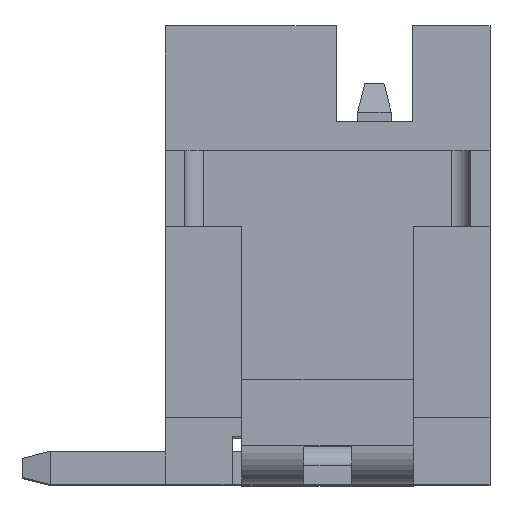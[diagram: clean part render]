
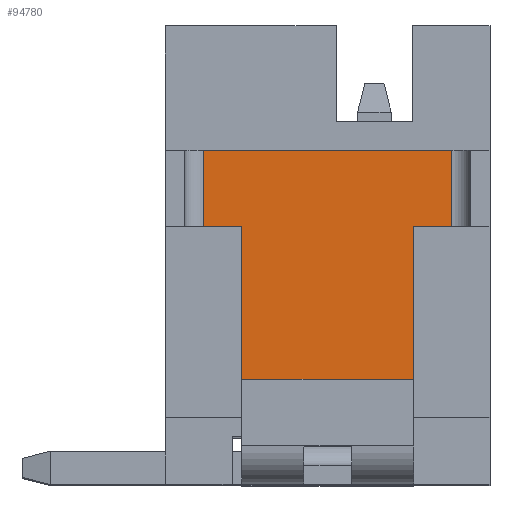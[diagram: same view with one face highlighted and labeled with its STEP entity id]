
A CAD part, top view. The second image highlights one B-rep face of the part: STEP entity #94780.
In plain terms, the highlighted planar face has unit normal (0, 0, 1).
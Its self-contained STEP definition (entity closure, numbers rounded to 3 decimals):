
#56380=CARTESIAN_POINT('',(0.783,1.47,10.4));
#56390=VERTEX_POINT('',#56380);
#56420=CARTESIAN_POINT('',(0.,1.47,10.4));
#56430=DIRECTION('',(1.,0.,0.));
#56440=VECTOR('',#56430,1.);
#56450=LINE('',#56420,#56440);
#56460=CARTESIAN_POINT('',(-1.817,1.47,10.4));
#56470=VERTEX_POINT('',#56460);
#56480=EDGE_CURVE('',#56470,#56390,#56450,.T.);
#72410=CARTESIAN_POINT('',(0.383,-1.63,10.4));
#72420=VERTEX_POINT('',#72410);
#72450=CARTESIAN_POINT('',(0.383,0.,10.4)
);
#72460=DIRECTION('',(0.,-1.,0.));
#72470=VECTOR('',#72460,1.);
#72480=LINE('',#72450,#72470);
#72490=CARTESIAN_POINT('',(0.383,-1.03,10.4));
#72500=VERTEX_POINT('',#72490);
#72510=EDGE_CURVE('',#72500,#72420,#72480,.T.);
#74270=CARTESIAN_POINT('',(-1.417,-1.03,10.4));
#74280=VERTEX_POINT('',#74270);
#74310=CARTESIAN_POINT('',(-1.417,0.,10.4));
#74320=DIRECTION('',(0.,1.,0.));
#74330=VECTOR('',#74320,1.);
#74340=LINE('',#74310,#74330);
#74350=CARTESIAN_POINT('',(-1.417,-1.63,10.4));
#74360=VERTEX_POINT('',#74350);
#74370=EDGE_CURVE('',#74360,#74280,#74340,.T.);
#75090=CARTESIAN_POINT('',(-1.517,-1.03,10.4));
#75100=VERTEX_POINT('',#75090);
#75150=CARTESIAN_POINT('',(0.,-1.03,10.4))
;
#75160=DIRECTION('',(-1.,0.,0.));
#75170=VECTOR('',#75160,1.);
#75180=LINE('',#75150,#75170);
#75190=EDGE_CURVE('',#74280,#75100,#75180,.T.);
#75360=CARTESIAN_POINT('',(-2.217,-1.63,10.4));
#75370=DIRECTION('',(1.,0.,0.));
#75380=VECTOR('',#75370,1.);
#75390=LINE('',#75360,#75380);
#75400=EDGE_CURVE('',#74360,#72420,#75390,.T.);
#76240=CARTESIAN_POINT('',(0.683,0.67,10.4));
#76250=VERTEX_POINT('',#76240);
#76280=CARTESIAN_POINT('',(0.,0.67,10.4));
#76290=DIRECTION('',(1.,0.,0.));
#76300=VECTOR('',#76290,1.);
#76310=LINE('',#76280,#76300);
#76320=CARTESIAN_POINT('',(0.783,0.67,10.4));
#76330=VERTEX_POINT('',#76320);
#76340=EDGE_CURVE('',#76250,#76330,#76310,.T.);
#77640=CARTESIAN_POINT('',(0.683,-0.78,10.4));
#77650=VERTEX_POINT('',#77640);
#77680=CARTESIAN_POINT('',(0.683,0.,10.4));
#77690=DIRECTION('',(0.,1.,0.));
#77700=VECTOR('',#77690,1.);
#77710=LINE('',#77680,#77700);
#77720=CARTESIAN_POINT('',(0.683,-0.53,10.4));
#77730=VERTEX_POINT('',#77720);
#77740=EDGE_CURVE('',#77650,#77730,#77710,.T.);
#77920=CARTESIAN_POINT('',(0.683,-0.364,10.4));
#77930=VERTEX_POINT('',#77920);
#77960=CARTESIAN_POINT('',(0.683,-0.03,10.4));
#77970=VERTEX_POINT('',#77960);
#77980=EDGE_CURVE('',#77930,#77970,#77710,.T.);
#78350=CARTESIAN_POINT('',(0.483,-1.03,10.4));
#78360=VERTEX_POINT('',#78350);
#78390=CARTESIAN_POINT('',(0.469,-0.83,10.4));
#78400=DIRECTION('',(0.,0.,-1.));
#78410=DIRECTION('',(-1.,0.,0.));
#78420=AXIS2_PLACEMENT_3D('',#78390,#78400,#78410);
#78430=CIRCLE('',#78420,0.2);
#78440=CARTESIAN_POINT('',(0.665,-0.87,10.4));
#78450=VERTEX_POINT('',#78440);
#78460=EDGE_CURVE('',#78450,#78360,#78430,.T.);
#78790=CARTESIAN_POINT('',(0.,-1.03,10.4))
;
#78800=DIRECTION('',(-1.,0.,0.));
#78810=VECTOR('',#78800,1.);
#78820=LINE('',#78790,#78810);
#78830=EDGE_CURVE('',#78360,#72500,#78820,.T.);
#79000=CARTESIAN_POINT('',(0.839,0.,10.4));
#79010=DIRECTION('',(-0.196,-0.981,
0.));
#79020=VECTOR('',#79010,1.);
#79030=LINE('',#79000,#79020);
#79040=EDGE_CURVE('',#77650,#78450,#79030,.T.);
#79160=CARTESIAN_POINT('',(0.,-0.53,10.4)
);
#79170=DIRECTION('',(1.,0.,0.));
#79180=VECTOR('',#79170,1.);
#79190=LINE('',#79160,#79180);
#79200=CARTESIAN_POINT('',(0.633,-0.53,10.4));
#79210=VERTEX_POINT('',#79200);
#79220=EDGE_CURVE('',#79210,#77730,#79190,.T.);
#79530=CARTESIAN_POINT('',(0.792,0.,10.4))
;
#79540=DIRECTION('',(-0.287,-0.958,
0.));
#79550=VECTOR('',#79540,1.);
#79560=LINE('',#79530,#79550);
#79570=EDGE_CURVE('',#77930,#79210,#79560,.T.);
#79690=CARTESIAN_POINT('',(0.,-0.03,10.4
));
#79700=DIRECTION('',(1.,0.,0.));
#79710=VECTOR('',#79700,1.);
#79720=LINE('',#79690,#79710);
#79730=CARTESIAN_POINT('',(0.633,-0.03,10.4));
#79740=VERTEX_POINT('',#79730);
#79750=EDGE_CURVE('',#79740,#77970,#79720,.T.);
#80000=CARTESIAN_POINT('',(0.633,0.,10.4)
);
#80010=DIRECTION('',(0.,-1.,0.));
#80020=VECTOR('',#80010,1.);
#80030=LINE('',#80000,#80020);
#80040=CARTESIAN_POINT('',(0.633,0.67,10.4));
#80050=VERTEX_POINT('',#80040);
#80060=EDGE_CURVE('',#80050,#79740,#80030,.T.);
#80370=CARTESIAN_POINT('',(0.,0.67,10.4));
#80380=DIRECTION('',(1.,0.,0.));
#80390=VECTOR('',#80380,1.);
#80400=LINE('',#80370,#80390);
#80410=EDGE_CURVE('',#80050,#76250,#80400,.T.);
#80530=CARTESIAN_POINT('',(0.783,0.,10.4)
);
#80540=DIRECTION('',(0.,1.,0.));
#80550=VECTOR('',#80540,1.);
#80560=LINE('',#80530,#80550);
#80570=EDGE_CURVE('',#76330,#56390,#80560,.T.);
#91380=CARTESIAN_POINT('',(-1.817,0.,10.4));
#91390=DIRECTION('',(0.,-1.,0.));
#91400=VECTOR('',#91390,1.);
#91410=LINE('',#91380,#91400);
#91420=CARTESIAN_POINT('',(-1.817,0.67,10.4));
#91430=VERTEX_POINT('',#91420);
#91440=EDGE_CURVE('',#56470,#91430,#91410,.T.);
#91620=CARTESIAN_POINT('',(0.,0.67,10.4));
#91630=DIRECTION('',(1.,0.,0.));
#91640=VECTOR('',#91630,1.);
#91650=LINE('',#91620,#91640);
#91660=CARTESIAN_POINT('',(-1.717,0.67,10.4));
#91670=VERTEX_POINT('',#91660);
#91680=EDGE_CURVE('',#91430,#91670,#91650,.T.);
#92500=CARTESIAN_POINT('',(-1.717,-0.03,10.4));
#92510=VERTEX_POINT('',#92500);
#92540=CARTESIAN_POINT('',(-1.717,0.,10.4));
#92550=DIRECTION('',(0.,-1.,0.));
#92560=VECTOR('',#92550,1.);
#92570=LINE('',#92540,#92560);
#92580=CARTESIAN_POINT('',(-1.717,-0.364,10.4));
#92590=VERTEX_POINT('',#92580);
#92600=EDGE_CURVE('',#92510,#92590,#92570,.T.);
#92730=CARTESIAN_POINT('',(-1.717,-0.53,10.4));
#92740=VERTEX_POINT('',#92730);
#92770=CARTESIAN_POINT('',(-1.717,-0.78,10.4));
#92780=VERTEX_POINT('',#92770);
#92790=EDGE_CURVE('',#92740,#92780,#92570,.T.);
#93020=CARTESIAN_POINT('',(0.,0.67,10.4));
#93030=DIRECTION('',(1.,0.,0.));
#93040=VECTOR('',#93030,1.);
#93050=LINE('',#93020,#93040);
#93060=CARTESIAN_POINT('',(-1.667,0.67,10.4));
#93070=VERTEX_POINT('',#93060);
#93080=EDGE_CURVE('',#91670,#93070,#93050,.T.);
#93530=CARTESIAN_POINT('',(-1.667,0.,10.4));
#93540=DIRECTION('',(0.,1.,0.));
#93550=VECTOR('',#93540,1.);
#93560=LINE('',#93530,#93550);
#93570=CARTESIAN_POINT('',(-1.667,-0.03,10.4));
#93580=VERTEX_POINT('',#93570);
#93590=EDGE_CURVE('',#93580,#93070,#93560,.T.);
#93770=CARTESIAN_POINT('',(-1.873,0.,10.4));
#93780=DIRECTION('',(-0.196,0.981,
0.));
#93790=VECTOR('',#93780,1.);
#93800=LINE('',#93770,#93790);
#93810=CARTESIAN_POINT('',(-1.699,-0.87,10.4));
#93820=VERTEX_POINT('',#93810);
#93830=EDGE_CURVE('',#93820,#92780,#93800,.T.);
#94080=CARTESIAN_POINT('',(-1.503,-0.83,10.4));
#94090=DIRECTION('',(0.,0.,1.));
#94100=DIRECTION('',(1.,0.,0.));
#94110=AXIS2_PLACEMENT_3D('',#94080,#94090,#94100);
#94120=CIRCLE('',#94110,0.2);
#94130=EDGE_CURVE('',#93820,#75100,#94120,.T.);
#94260=CARTESIAN_POINT('',(-2.217,1.47,10.4));
#94270=DIRECTION('',(0.,0.,-1.));
#94280=DIRECTION('',(0.,1.,0.));
#94290=AXIS2_PLACEMENT_3D('',#94260,#94270,#94280);
#94300=PLANE('',#94290);
#94310=ORIENTED_EDGE('',*,*,#75190,.F.);
#94320=ORIENTED_EDGE('',*,*,#94130,.T.);
#94330=ORIENTED_EDGE('',*,*,#93830,.F.);
#94340=ORIENTED_EDGE('',*,*,#92790,.T.);
#94350=CARTESIAN_POINT('',(0.,-0.53,10.4)
);
#94360=DIRECTION('',(1.,0.,0.));
#94370=VECTOR('',#94360,1.);
#94380=LINE('',#94350,#94370);
#94390=CARTESIAN_POINT('',(-1.667,-0.53,10.4));
#94400=VERTEX_POINT('',#94390);
#94410=EDGE_CURVE('',#92740,#94400,#94380,.T.);
#94420=ORIENTED_EDGE('',*,*,#94410,.F.);
#94430=CARTESIAN_POINT('',(-1.826,0.,10.4));
#94440=DIRECTION('',(-0.287,0.958,
0.));
#94450=VECTOR('',#94440,1.);
#94460=LINE('',#94430,#94450);
#94470=EDGE_CURVE('',#94400,#92590,#94460,.T.);
#94480=ORIENTED_EDGE('',*,*,#94470,.F.);
#94490=ORIENTED_EDGE('',*,*,#92600,.T.);
#94500=CARTESIAN_POINT('',(0.,-0.03,10.4
));
#94510=DIRECTION('',(1.,0.,0.));
#94520=VECTOR('',#94510,1.);
#94530=LINE('',#94500,#94520);
#94540=EDGE_CURVE('',#92510,#93580,#94530,.T.);
#94550=ORIENTED_EDGE('',*,*,#94540,.F.);
#94560=ORIENTED_EDGE('',*,*,#93590,.F.);
#94570=ORIENTED_EDGE('',*,*,#93080,.T.);
#94580=ORIENTED_EDGE('',*,*,#91680,.T.);
#94590=ORIENTED_EDGE('',*,*,#91440,.T.);
#94600=ORIENTED_EDGE('',*,*,#56480,.F.);
#94610=ORIENTED_EDGE('',*,*,#80570,.T.);
#94620=ORIENTED_EDGE('',*,*,#76340,.T.);
#94630=ORIENTED_EDGE('',*,*,#80410,.T.);
#94640=ORIENTED_EDGE('',*,*,#80060,.F.);
#94650=ORIENTED_EDGE('',*,*,#79750,.F.);
#94660=ORIENTED_EDGE('',*,*,#77980,.T.);
#94670=ORIENTED_EDGE('',*,*,#79570,.F.);
#94680=ORIENTED_EDGE('',*,*,#79220,.F.);
#94690=ORIENTED_EDGE('',*,*,#77740,.T.);
#94700=ORIENTED_EDGE('',*,*,#79040,.F.);
#94710=ORIENTED_EDGE('',*,*,#78460,.F.);
#94720=ORIENTED_EDGE('',*,*,#78830,.F.);
#94730=ORIENTED_EDGE('',*,*,#72510,.F.);
#94740=ORIENTED_EDGE('',*,*,#75400,.T.);
#94750=ORIENTED_EDGE('',*,*,#74370,.F.);
#94760=EDGE_LOOP('',(#94750,#94740,#94730,#94720,#94710,#94700,#94690,
#94680,#94670,#94660,#94650,#94640,#94630,#94620,#94610,#94600,#94590,
#94580,#94570,#94560,#94550,#94490,#94480,#94420,#94340,#94330,#94320,
#94310));
#94770=FACE_OUTER_BOUND('',#94760,.T.);
#94780=ADVANCED_FACE('',(#94770),#94300,.F.);
